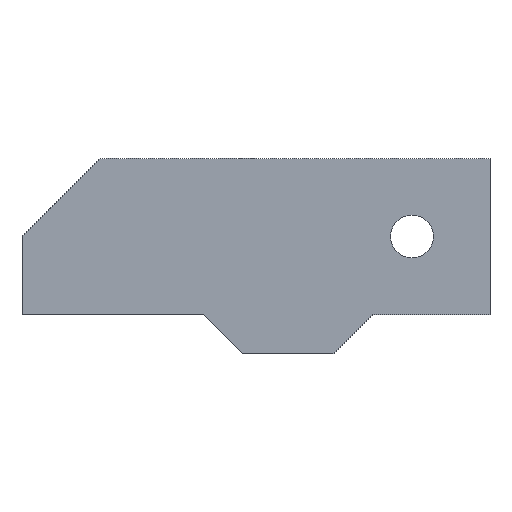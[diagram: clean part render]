
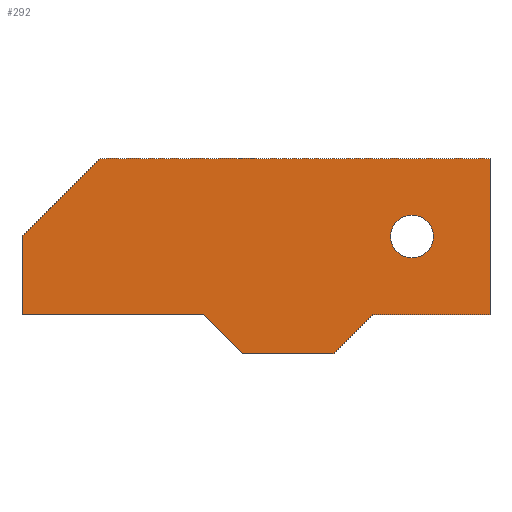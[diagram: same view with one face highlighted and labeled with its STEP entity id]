
A CAD part, left-side view. The second image highlights one B-rep face of the part: STEP entity #292.
In plain terms, the highlighted planar face has unit normal (-1, 0, 0).
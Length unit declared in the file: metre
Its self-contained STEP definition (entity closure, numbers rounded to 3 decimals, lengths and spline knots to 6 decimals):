
#12=CIRCLE('',#321,0.00275);
#41=ORIENTED_EDGE('',*,*,#93,.F.);
#42=ORIENTED_EDGE('',*,*,#103,.T.);
#43=ORIENTED_EDGE('',*,*,#106,.F.);
#44=ORIENTED_EDGE('',*,*,#109,.F.);
#45=ORIENTED_EDGE('',*,*,#111,.F.);
#46=ORIENTED_EDGE('',*,*,#99,.F.);
#47=ORIENTED_EDGE('',*,*,#114,.T.);
#48=ORIENTED_EDGE('',*,*,#115,.F.);
#49=ORIENTED_EDGE('',*,*,#116,.T.);
#50=ORIENTED_EDGE('',*,*,#112,.F.);
#93=EDGE_CURVE('',#132,#133,#158,.T.);
#99=EDGE_CURVE('',#138,#139,#164,.T.);
#103=EDGE_CURVE('',#132,#141,#168,.T.);
#106=EDGE_CURVE('',#143,#141,#171,.T.);
#109=EDGE_CURVE('',#145,#143,#174,.T.);
#111=EDGE_CURVE('',#139,#145,#176,.T.);
#112=EDGE_CURVE('',#146,#146,#12,.T.);
#114=EDGE_CURVE('',#138,#148,#177,.T.);
#115=EDGE_CURVE('',#149,#148,#178,.T.);
#116=EDGE_CURVE('',#149,#133,#179,.F.);
#132=VERTEX_POINT('',#410);
#133=VERTEX_POINT('',#411);
#138=VERTEX_POINT('',#422);
#139=VERTEX_POINT('',#424);
#141=VERTEX_POINT('',#430);
#143=VERTEX_POINT('',#436);
#145=VERTEX_POINT('',#442);
#146=VERTEX_POINT('',#449);
#148=VERTEX_POINT('',#454);
#149=VERTEX_POINT('',#456);
#158=LINE('',#409,#195);
#164=LINE('',#423,#201);
#168=LINE('',#431,#205);
#171=LINE('',#437,#208);
#174=LINE('',#443,#211);
#176=LINE('',#446,#213);
#177=LINE('',#453,#214);
#178=LINE('',#455,#215);
#179=LINE('',#457,#216);
#195=VECTOR('',#336,1.);
#201=VECTOR('',#344,1.);
#205=VECTOR('',#350,1.);
#208=VECTOR('',#355,1.);
#211=VECTOR('',#360,1.);
#213=VECTOR('',#364,1.);
#214=VECTOR('',#373,1.);
#215=VECTOR('',#374,1.);
#216=VECTOR('',#375,1.);
#240=EDGE_LOOP('',(#41,#42,#43,#44,#45,#46,#47,#48,#49));
#241=EDGE_LOOP('',(#50));
#259=FACE_BOUND('',#240,.T.);
#260=FACE_BOUND('',#241,.T.);
#276=PLANE('',#323);
#292=ADVANCED_FACE('',(#259,#260),#276,.T.);
#321=AXIS2_PLACEMENT_3D('',#448,#367,#368);
#323=AXIS2_PLACEMENT_3D('',#452,#371,#372);
#336=DIRECTION('',(0.,1.,0.));
#344=DIRECTION('',(0.,1.,0.));
#350=DIRECTION('',(0.,0.,1.));
#355=DIRECTION('',(0.,-1.,0.));
#360=DIRECTION('',(0.,-0.707,0.707));
#364=DIRECTION('',(0.,0.,1.));
#367=DIRECTION('',(-1.,0.,0.));
#368=DIRECTION('',(0.,0.,1.));
#371=DIRECTION('',(-1.,0.,0.));
#372=DIRECTION('',(0.,-1.,0.));
#373=DIRECTION('',(0.,-0.707,-0.707));
#374=DIRECTION('',(0.,1.,0.));
#375=DIRECTION('',(0.,0.707,-0.707));
#409=CARTESIAN_POINT('',(-0.015,0.02,0.291));
#410=CARTESIAN_POINT('',(-0.015,-0.01,0.291));
#411=CARTESIAN_POINT('',(-0.015,0.005,0.291));
#422=CARTESIAN_POINT('',(-0.015,0.02675,0.291));
#423=CARTESIAN_POINT('',(-0.015,0.02,0.291));
#424=CARTESIAN_POINT('',(-0.015,0.05,0.291));
#430=CARTESIAN_POINT('',(-0.015,-0.01,0.311));
#431=CARTESIAN_POINT('',(-0.015,-0.01,0.301));
#436=CARTESIAN_POINT('',(-0.015,0.04,0.311));
#437=CARTESIAN_POINT('',(-0.015,0.015,0.311));
#442=CARTESIAN_POINT('',(-0.015,0.05,0.301));
#443=CARTESIAN_POINT('',(-0.015,0.045,0.306));
#446=CARTESIAN_POINT('',(-0.015,0.05,0.296));
#448=CARTESIAN_POINT('',(-0.015,0.,0.301));
#449=CARTESIAN_POINT('',(-0.015,0.,0.30375));
#452=CARTESIAN_POINT('',(-0.015,0.02,0.174999));
#453=CARTESIAN_POINT('',(-0.015,0.02175,0.286));
#454=CARTESIAN_POINT('',(-0.015,0.02175,0.286));
#455=CARTESIAN_POINT('',(-0.015,0.02,0.286));
#456=CARTESIAN_POINT('',(-0.015,0.01,0.286));
#457=CARTESIAN_POINT('',(-0.015,0.005,0.291));
